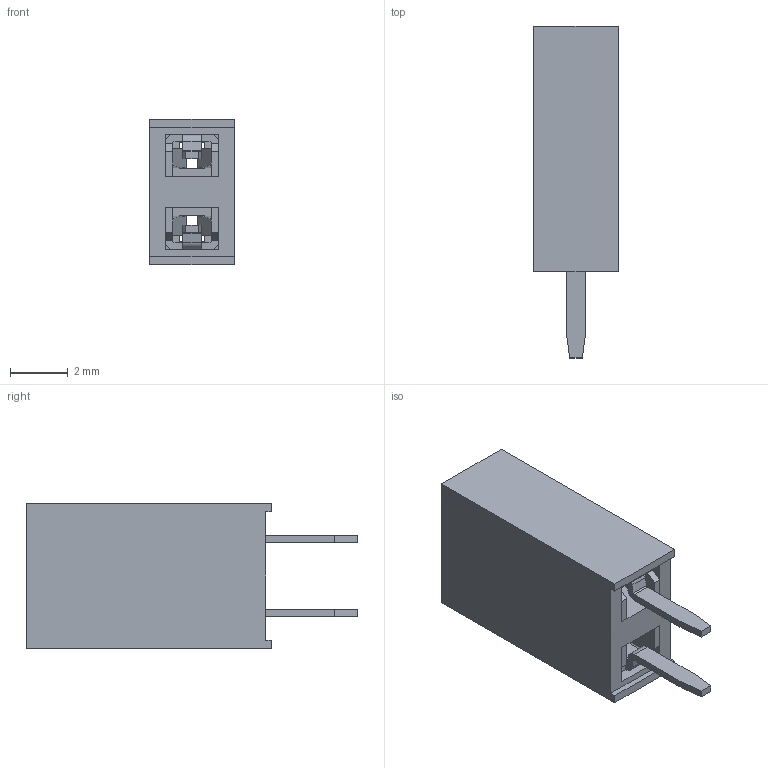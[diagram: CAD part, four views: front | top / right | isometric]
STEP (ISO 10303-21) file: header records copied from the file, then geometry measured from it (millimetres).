
FILE_DESCRIPTION(/* description */ ('STEP AP214'),/* implementation_level */ '2;1');
FILE_NAME(/* name */ 'PB-2x V1.stp',/* time_stamp */ '2021-10-01T17:58:17+06:00',/* author */ ('WSE-PC04'),/* organization */ (''),/* preprocessor_version */ 'ST-DEVELOPER v18.1',/* originating_system */ 'Autodesk Inventor 2021',/* authorisation */ '');
FILE_SCHEMA (('AUTOMOTIVE_DESIGN { 1 0 10303 214 3 1 1 }'));
Length unit declared in the file: millimetre
Products named in the file (3): User Library-m20-7831242_asm; M20-78312_MOULD; M20-782_CONTACT
Assembly tree (3 placements, depth 2):
  User Library-m20-7831242_asm
    M20-78312_MOULD
    M20-782_CONTACT  x2
Bounding box: 2.94 x 11.5 x 5.04 mm (x, y, z)
Volume: 95.7 mm3; surface area: 345 mm2
Topology: 3 solids, 3 shells, 216 faces, 566 edges, 360 vertices
Faces by surface type: plane 172, cylinder 44
Entity records: 3915 total; most frequent: CARTESIAN_POINT 670, ORIENTED_EDGE 654, DIRECTION 634, EDGE_CURVE 327, LINE 282, VECTOR 282, VERTEX_POINT 208, AXIS2_PLACEMENT_3D 176
